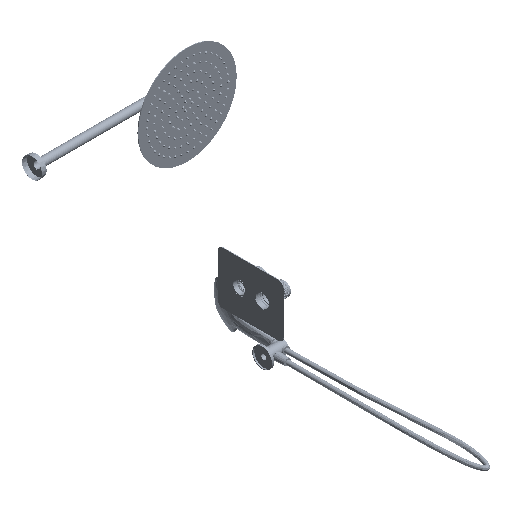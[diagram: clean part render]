
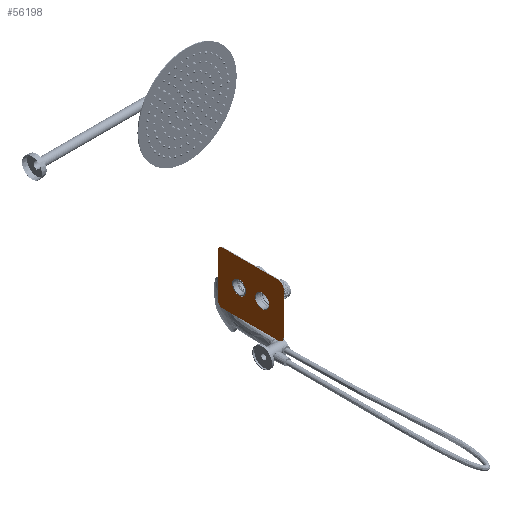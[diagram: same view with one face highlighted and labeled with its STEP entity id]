
A CAD part, isometric view. The second image highlights one B-rep face of the part: STEP entity #56198.
In plain terms, the highlighted planar face has unit normal (-1, 0, 0).
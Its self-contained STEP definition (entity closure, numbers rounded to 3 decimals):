
#3929 = EDGE_LOOP ( 'NONE', ( #441982 ) ) ;
#5278 = AXIS2_PLACEMENT_3D ( 'NONE', #231998, #434007, #486866 ) ;
#8380 = VERTEX_POINT ( 'NONE', #367479 ) ;
#22079 = DIRECTION ( 'NONE',  ( 0., 0., 1. ) ) ;
#46400 = AXIS2_PLACEMENT_3D ( 'NONE', #325657, #530754, #183054 ) ;
#46457 = CIRCLE ( 'NONE', #120215, 21.25 ) ;
#56198 = ADVANCED_FACE ( 'NONE', ( #173255, #484401, #328924 ), #474596, .T. ) ;
#62796 = ORIENTED_EDGE ( 'NONE', *, *, #489225, .T. ) ;
#67012 = VECTOR ( 'NONE', #609005, 1000. ) ;
#100142 = CARTESIAN_POINT ( 'NONE',  ( -18.8, -50., 65. ) ) ;
#101067 = AXIS2_PLACEMENT_3D ( 'NONE', #217412, #614748, #22079 ) ;
#102808 = EDGE_CURVE ( 'NONE', #8380, #196813, #452579, .T. ) ;
#115008 = EDGE_CURVE ( 'NONE', #254474, #254474, #648241, .T. ) ;
#115065 = EDGE_CURVE ( 'NONE', #193766, #191661, #364036, .T. ) ;
#120215 = AXIS2_PLACEMENT_3D ( 'NONE', #240325, #193888, #349528 ) ;
#121437 = ORIENTED_EDGE ( 'NONE', *, *, #288906, .T. ) ;
#124204 = EDGE_LOOP ( 'NONE', ( #493818, #214223, #425495, #121437, #530184, #451423, #62796, #511008 ) ) ;
#135685 = EDGE_LOOP ( 'NONE', ( #638362 ) ) ;
#173255 = FACE_BOUND ( 'NONE', #3929, .T. ) ;
#182287 = CARTESIAN_POINT ( 'NONE',  ( -18.8, -50., -80. ) ) ;
#183054 = DIRECTION ( 'NONE',  ( 0., 0., 1. ) ) ;
#191036 = CARTESIAN_POINT ( 'NONE',  ( -18.8, -65., -65. ) ) ;
#191455 = VERTEX_POINT ( 'NONE', #637411 ) ;
#191661 = VERTEX_POINT ( 'NONE', #182287 ) ;
#193766 = VERTEX_POINT ( 'NONE', #572088 ) ;
#193888 = DIRECTION ( 'NONE',  ( -1., 0., 0. ) ) ;
#196813 = VERTEX_POINT ( 'NONE', #209220 ) ;
#205813 = VERTEX_POINT ( 'NONE', #378866 ) ;
#206089 = CIRCLE ( 'NONE', #5278, 15. ) ;
#209220 = CARTESIAN_POINT ( 'NONE',  ( -18.8, 135., 65. ) ) ;
#214122 = VECTOR ( 'NONE', #581261, 1000. ) ;
#214223 = ORIENTED_EDGE ( 'NONE', *, *, #532486, .T. ) ;
#217412 = CARTESIAN_POINT ( 'NONE',  ( -18.8, -50., -65. ) ) ;
#229527 = CARTESIAN_POINT ( 'NONE',  ( -18.8, 135., 80. ) ) ;
#231998 = CARTESIAN_POINT ( 'NONE',  ( -18.8, 120., -65. ) ) ;
#240325 = CARTESIAN_POINT ( 'NONE',  ( -18.8, 70., 0. ) ) ;
#251958 = CARTESIAN_POINT ( 'NONE',  ( -18.8, 70., 21.25 ) ) ;
#254474 = VERTEX_POINT ( 'NONE', #310706 ) ;
#264362 = DIRECTION ( 'NONE',  ( 0., 0., 1. ) ) ;
#270182 = CARTESIAN_POINT ( 'NONE',  ( -18.8, -65., 80. ) ) ;
#270312 = CIRCLE ( 'NONE', #101067, 15. ) ;
#273480 = EDGE_CURVE ( 'NONE', #617528, #8380, #634130, .T. ) ;
#288906 = EDGE_CURVE ( 'NONE', #191455, #617528, #344450, .T. ) ;
#307300 = DIRECTION ( 'NONE',  ( 0., 0., 1. ) ) ;
#310706 = CARTESIAN_POINT ( 'NONE',  ( -18.8, 0., 21.25 ) ) ;
#317373 = LINE ( 'NONE', #615271, #414578 ) ;
#325657 = CARTESIAN_POINT ( 'NONE',  ( -18.8, 70., 0. ) ) ;
#328924 = FACE_OUTER_BOUND ( 'NONE', #124204, .T. ) ;
#344450 = CIRCLE ( 'NONE', #429084, 15. ) ;
#345152 = EDGE_CURVE ( 'NONE', #205813, #193766, #206089, .T. ) ;
#346799 = AXIS2_PLACEMENT_3D ( 'NONE', #571869, #608469, #307300 ) ;
#349528 = DIRECTION ( 'NONE',  ( 0., 0., 1. ) ) ;
#354230 = DIRECTION ( 'NONE',  ( -1., 0., 0. ) ) ;
#364036 = LINE ( 'NONE', #516217, #67012 ) ;
#367479 = CARTESIAN_POINT ( 'NONE',  ( -18.8, 120., 80. ) ) ;
#378866 = CARTESIAN_POINT ( 'NONE',  ( -18.8, 135., -65. ) ) ;
#413751 = DIRECTION ( 'NONE',  ( 0., 0., 1. ) ) ;
#414578 = VECTOR ( 'NONE', #264362, 1000. ) ;
#425495 = ORIENTED_EDGE ( 'NONE', *, *, #601959, .T. ) ;
#428265 = LINE ( 'NONE', #229527, #517758 ) ;
#429084 = AXIS2_PLACEMENT_3D ( 'NONE', #100142, #600141, #550463 ) ;
#434007 = DIRECTION ( 'NONE',  ( -1., 0., 0. ) ) ;
#441982 = ORIENTED_EDGE ( 'NONE', *, *, #115008, .F. ) ;
#451423 = ORIENTED_EDGE ( 'NONE', *, *, #102808, .T. ) ;
#452579 = CIRCLE ( 'NONE', #346799, 15. ) ;
#468383 = CARTESIAN_POINT ( 'NONE',  ( -18.8, -50., 80. ) ) ;
#474596 = PLANE ( 'NONE',  #46400 ) ;
#484401 = FACE_BOUND ( 'NONE', #135685, .T. ) ;
#486866 = DIRECTION ( 'NONE',  ( 0., 0., 1. ) ) ;
#489225 = EDGE_CURVE ( 'NONE', #196813, #205813, #428265, .T. ) ;
#493818 = ORIENTED_EDGE ( 'NONE', *, *, #115065, .T. ) ;
#500380 = AXIS2_PLACEMENT_3D ( 'NONE', #612272, #354230, #413751 ) ;
#504033 = EDGE_CURVE ( 'NONE', #510031, #510031, #46457, .T. ) ;
#510031 = VERTEX_POINT ( 'NONE', #251958 ) ;
#511008 = ORIENTED_EDGE ( 'NONE', *, *, #345152, .T. ) ;
#516217 = CARTESIAN_POINT ( 'NONE',  ( -18.8, 135., -80. ) ) ;
#517758 = VECTOR ( 'NONE', #577184, 1000. ) ;
#530184 = ORIENTED_EDGE ( 'NONE', *, *, #273480, .T. ) ;
#530754 = DIRECTION ( 'NONE',  ( -1., 0., 0. ) ) ;
#532486 = EDGE_CURVE ( 'NONE', #191661, #606440, #270312, .T. ) ;
#550463 = DIRECTION ( 'NONE',  ( 0., 0., 1. ) ) ;
#571869 = CARTESIAN_POINT ( 'NONE',  ( -18.8, 120., 65. ) ) ;
#572088 = CARTESIAN_POINT ( 'NONE',  ( -18.8, 120., -80. ) ) ;
#577184 = DIRECTION ( 'NONE',  ( 0., 0., -1. ) ) ;
#581261 = DIRECTION ( 'NONE',  ( 0., 1., 0. ) ) ;
#600141 = DIRECTION ( 'NONE',  ( -1., 0., 0. ) ) ;
#601959 = EDGE_CURVE ( 'NONE', #606440, #191455, #317373, .T. ) ;
#606440 = VERTEX_POINT ( 'NONE', #191036 ) ;
#608469 = DIRECTION ( 'NONE',  ( -1., 0., 0. ) ) ;
#609005 = DIRECTION ( 'NONE',  ( 0., -1., 0. ) ) ;
#612272 = CARTESIAN_POINT ( 'NONE',  ( -18.8, 0., 0. ) ) ;
#614748 = DIRECTION ( 'NONE',  ( -1., 0., 0. ) ) ;
#615271 = CARTESIAN_POINT ( 'NONE',  ( -18.8, -65., -80. ) ) ;
#617528 = VERTEX_POINT ( 'NONE', #468383 ) ;
#634130 = LINE ( 'NONE', #270182, #214122 ) ;
#637411 = CARTESIAN_POINT ( 'NONE',  ( -18.8, -65., 65. ) ) ;
#638362 = ORIENTED_EDGE ( 'NONE', *, *, #504033, .F. ) ;
#648241 = CIRCLE ( 'NONE', #500380, 21.25 ) ;
